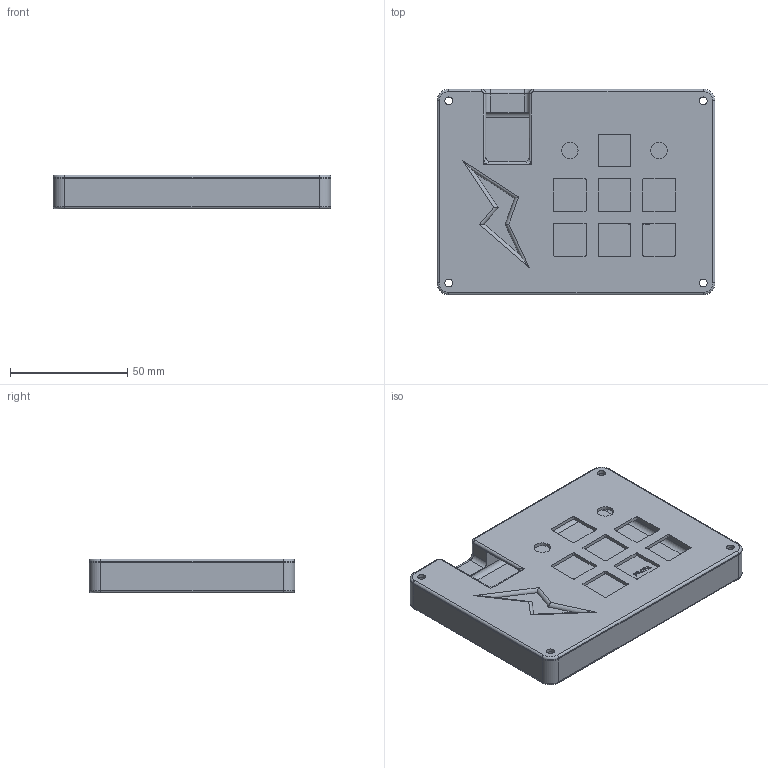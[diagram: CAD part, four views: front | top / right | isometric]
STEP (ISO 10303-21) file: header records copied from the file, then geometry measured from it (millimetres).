
FILE_DESCRIPTION(/* description */ (''),/* implementation_level */ '2;1');
FILE_NAME(/* name */ 'TWPad_testfit.step',/* time_stamp */ '2025-12-14T18:00:31+01:00',/* author */ (''),/* organization */ (''),/* preprocessor_version */ 'ST-DEVELOPER v20.1',/* originating_system */ 'Autodesk Translation Framework v14.21.0.0',/* authorisation */ '');
FILE_SCHEMA (('AUTOMOTIVE_DESIGN { 1 0 10303 214 3 1 1 }'));
Length unit declared in the file: millimetre
Products named in the file (3): TWPad_testfit; TWPad_Bottom; TWPad_top
Assembly tree (2 placements, depth 2):
  TWPad_testfit
    TWPad_Bottom
    TWPad_top
Bounding box: 118.6 x 87.7 x 14.5 mm (x, y, z)
Volume: 78523 mm3; surface area: 46779.2 mm2
Topology: 2 solids, 2 shells, 385 faces, 1047 edges, 684 vertices
Faces by surface type: plane 148, bspline 138, cylinder 85, torus 14
Full cylindrical faces by diameter (mm): 3.4 x8, 6 x4, 7 x2
Entity records: 13686 total; most frequent: CARTESIAN_POINT 4605, ORIENTED_EDGE 2090, DIRECTION 1461, EDGE_CURVE 1045, VERTEX_POINT 684, LINE 597, VECTOR 597, EDGE_LOOP 441
